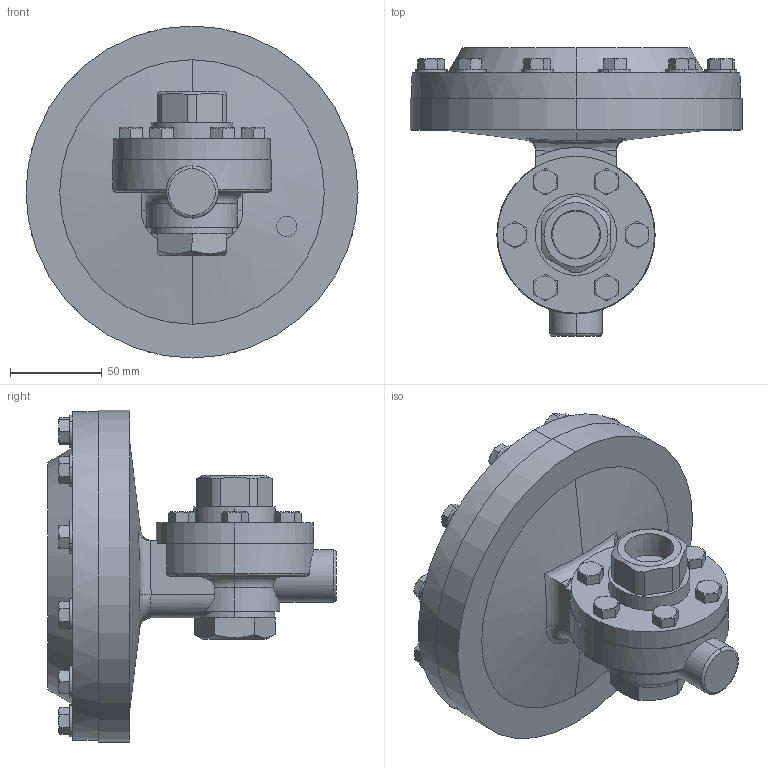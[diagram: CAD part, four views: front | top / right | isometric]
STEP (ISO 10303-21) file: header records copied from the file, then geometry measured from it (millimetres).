
FILE_DESCRIPTION (( 'STEP AP203' ), '1' );
FILE_NAME ('56-075-CS+S6-PT.step', '2017-10-04T15:17:19', ( '' ), ( '' ), 'SwSTEP 2.0', 'SolidWorks 2014', '' );
FILE_SCHEMA (( 'CONFIG_CONTROL_DESIGN' ));
Length unit declared in the file: inch
Products named in the file (1): 56-075-CS+S6-PT
Bounding box: 181.1 x 157.31 x 181.1 mm (x, y, z)
Volume: 1345495.1 mm3; surface area: 108657.1 mm2
Topology: 1 solids, 1 shells, 383 faces, 909 edges, 556 vertices
Faces by surface type: plane 193, cone 122, cylinder 54, torus 8, bspline 6
Entity records: 12672 total; most frequent: CARTESIAN_POINT 4096, ORIENTED_EDGE 1818, DIRECTION 1702, EDGE_CURVE 909, AXIS2_PLACEMENT_3D 685, VERTEX_POINT 556, EDGE_LOOP 411, ADVANCED_FACE 383
